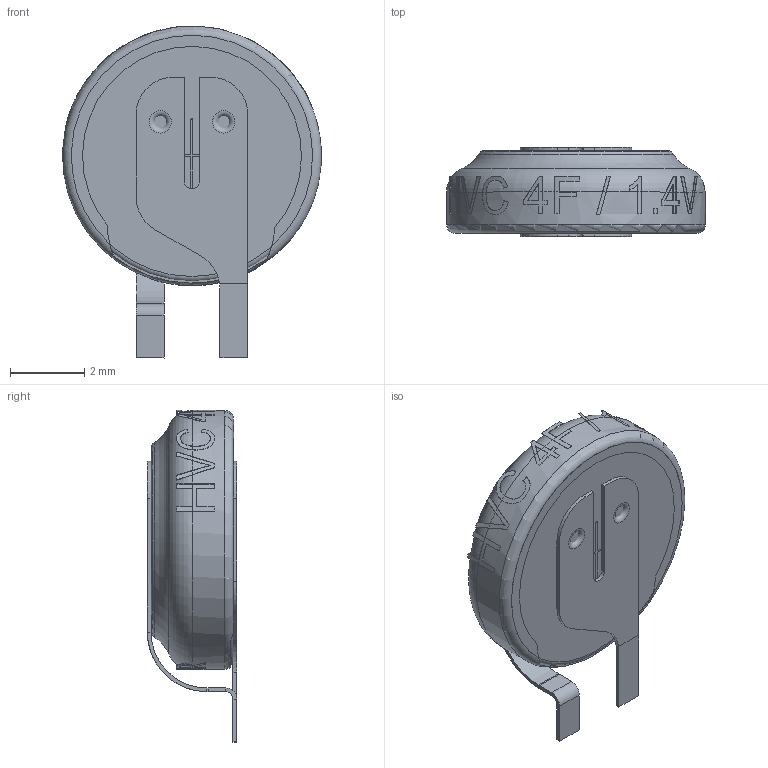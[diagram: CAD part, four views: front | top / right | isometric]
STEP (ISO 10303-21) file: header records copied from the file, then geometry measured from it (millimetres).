
FILE_DESCRIPTION(/* description */ (''),/* implementation_level */ '2;1');
FILE_NAME(/* name */ '713525-403.stp',/* time_stamp */ '2018-03-16T09:17:02+07:00',/* author */ ('IAriyanto'),/* organization */ (''),/* preprocessor_version */ 'ST-DEVELOPER v15.6',/* originating_system */ 'Autodesk Inventor 2015',/* authorisation */ '');
FILE_SCHEMA (('AUTOMOTIVE_DESIGN { 1 0 10303 214 3 1 1 }'));
Length unit declared in the file: millimetre
Products named in the file (5): 712332 (HVC0723); Printed sleeve; E11-00468-100 (Option 2); E11-00467-100 (Option 2); 713525-403
Assembly tree (4 placements, depth 2):
  713525-403
    712332 (HVC0723)
    Printed sleeve
    E11-00468-100 (Option 2)
    E11-00467-100 (Option 2)
Bounding box: 6.95 x 2.4 x 8.92 mm (x, y, z)
Volume: 76.2 mm3; surface area: 299.1 mm2
Topology: 4 solids, 4 shells, 295 faces, 783 edges, 497 vertices
Faces by surface type: plane 160, cylinder 62, bspline 52, torus 21
Full cylindrical faces by diameter (mm): 5.18 x1, 5.38 x1, 6.78 x1, 6.795 x1, 6.955 x1
Entity records: 12830 total; most frequent: CARTESIAN_POINT 5696, ORIENTED_EDGE 1508, DIRECTION 1307, EDGE_CURVE 753, VERTEX_POINT 493, AXIS2_PLACEMENT_3D 478, LINE 351, VECTOR 351
